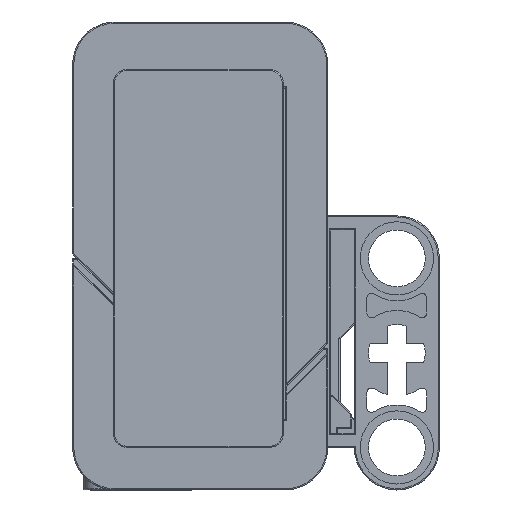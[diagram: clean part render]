
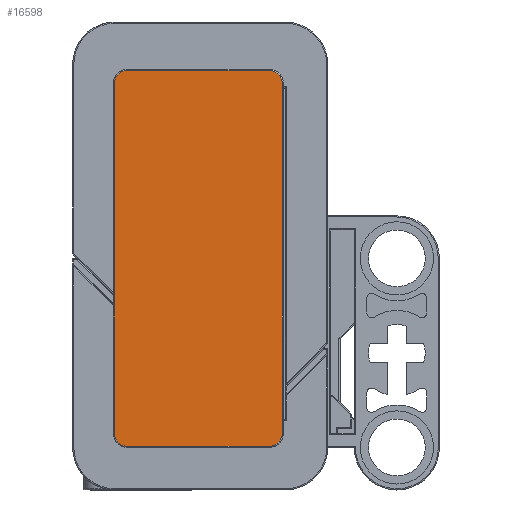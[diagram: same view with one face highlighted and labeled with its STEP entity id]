
A CAD part, left-side view. The second image highlights one B-rep face of the part: STEP entity #16598.
In plain terms, the highlighted planar face has unit normal (-1, 0, 0).
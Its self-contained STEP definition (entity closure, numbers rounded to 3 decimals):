
#645=PLANE('',#17824);
#997=FACE_OUTER_BOUND('',#2135,.T.);
#2135=EDGE_LOOP('',(#11242,#11243,#11244,#11245,#11246,#11247,#11248,#11249));
#3351=LINE('',#26043,#4773);
#3354=LINE('',#26058,#4776);
#3356=LINE('',#26070,#4778);
#3358=LINE('',#26082,#4780);
#4773=VECTOR('',#20223,12.);
#4776=VECTOR('',#20240,29.6);
#4778=VECTOR('',#20254,12.);
#4780=VECTOR('',#20268,29.6);
#6142=CIRCLE('',#17800,1.1);
#6146=CIRCLE('',#17806,1.1);
#6150=CIRCLE('',#17812,1.1);
#6153=CIRCLE('',#17817,1.1);
#7072=VERTEX_POINT('',#26040);
#7073=VERTEX_POINT('',#26042);
#7075=VERTEX_POINT('',#26048);
#7077=VERTEX_POINT('',#26054);
#7079=VERTEX_POINT('',#26060);
#7081=VERTEX_POINT('',#26066);
#7083=VERTEX_POINT('',#26072);
#7085=VERTEX_POINT('',#26078);
#8559=EDGE_CURVE('',#7072,#7073,#3351,.T.);
#8564=EDGE_CURVE('',#7073,#7075,#6142,.T.);
#8567=EDGE_CURVE('',#7075,#7077,#3354,.T.);
#8570=EDGE_CURVE('',#7077,#7079,#6146,.T.);
#8573=EDGE_CURVE('',#7079,#7081,#3356,.T.);
#8576=EDGE_CURVE('',#7081,#7083,#6150,.T.);
#8579=EDGE_CURVE('',#7083,#7085,#3358,.T.);
#8581=EDGE_CURVE('',#7085,#7072,#6153,.T.);
#11242=ORIENTED_EDGE('',*,*,#8559,.F.);
#11243=ORIENTED_EDGE('',*,*,#8581,.F.);
#11244=ORIENTED_EDGE('',*,*,#8579,.F.);
#11245=ORIENTED_EDGE('',*,*,#8576,.F.);
#11246=ORIENTED_EDGE('',*,*,#8573,.F.);
#11247=ORIENTED_EDGE('',*,*,#8570,.F.);
#11248=ORIENTED_EDGE('',*,*,#8567,.F.);
#11249=ORIENTED_EDGE('',*,*,#8564,.F.);
#16598=ADVANCED_FACE('',(#997),#645,.F.);
#17800=AXIS2_PLACEMENT_3D('',#26052,#20233,#20234);
#17806=AXIS2_PLACEMENT_3D('',#26064,#20247,#20248);
#17812=AXIS2_PLACEMENT_3D('',#26076,#20261,#20262);
#17817=AXIS2_PLACEMENT_3D('',#26085,#20273,#20274);
#17824=AXIS2_PLACEMENT_3D('',#26128,#20306,#20307);
#20223=DIRECTION('',(0.,1.,0.));
#20233=DIRECTION('center_axis',(1.,0.,0.));
#20234=DIRECTION('ref_axis',(0.,0.707,-0.707));
#20240=DIRECTION('',(0.,0.,1.));
#20247=DIRECTION('center_axis',(1.,0.,0.));
#20248=DIRECTION('ref_axis',(0.,0.707,0.707));
#20254=DIRECTION('',(0.,-1.,0.));
#20261=DIRECTION('center_axis',(1.,0.,0.));
#20262=DIRECTION('ref_axis',(0.,-0.707,0.707));
#20268=DIRECTION('',(0.,0.,-1.));
#20273=DIRECTION('center_axis',(1.,0.,0.));
#20274=DIRECTION('ref_axis',(0.,-0.707,-0.707));
#20306=DIRECTION('center_axis',(1.,0.,0.));
#20307=DIRECTION('ref_axis',(0.,0.,-1.));
#26040=CARTESIAN_POINT('',(-12.,-5.4,-16.5));
#26042=CARTESIAN_POINT('',(-12.,6.6,-16.5));
#26043=CARTESIAN_POINT('',(-12.,-2.4,-16.5));
#26048=CARTESIAN_POINT('',(-12.,7.7,-15.4));
#26052=CARTESIAN_POINT('Origin',(-12.,6.6,-15.4));
#26054=CARTESIAN_POINT('',(-12.,7.7,14.2));
#26058=CARTESIAN_POINT('',(-12.,7.7,-8.));
#26060=CARTESIAN_POINT('',(-12.,6.6,15.3));
#26064=CARTESIAN_POINT('Origin',(-12.,6.6,14.2));
#26066=CARTESIAN_POINT('',(-12.,-5.4,15.3));
#26070=CARTESIAN_POINT('',(-12.,3.6,15.3));
#26072=CARTESIAN_POINT('',(-12.,-6.5,14.2));
#26076=CARTESIAN_POINT('Origin',(-12.,-5.4,14.2));
#26078=CARTESIAN_POINT('',(-12.,-6.5,-15.4));
#26082=CARTESIAN_POINT('',(-12.,-6.5,6.2));
#26085=CARTESIAN_POINT('Origin',(-12.,-5.4,-15.4));
#26128=CARTESIAN_POINT('Origin',(-12.,0.6,-0.6));
